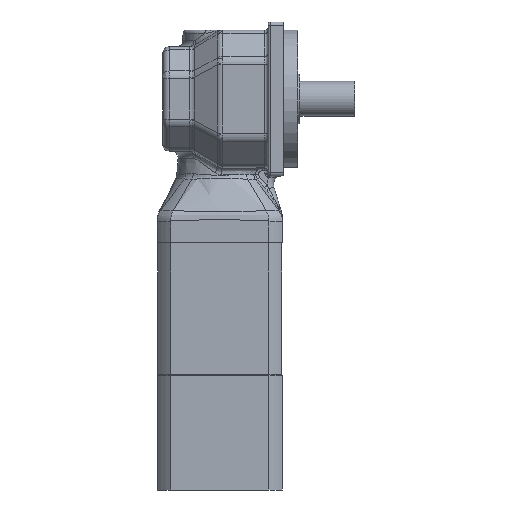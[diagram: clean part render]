
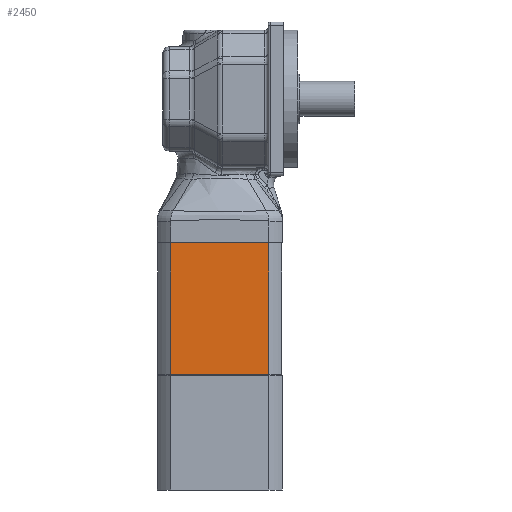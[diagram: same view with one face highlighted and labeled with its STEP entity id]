
A CAD part, left-side view. The second image highlights one B-rep face of the part: STEP entity #2450.
In plain terms, the highlighted planar face has unit normal (-1, 0, 0).
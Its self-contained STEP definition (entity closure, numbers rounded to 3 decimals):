
#2450=ADVANCED_FACE('',(#3474),#3312,.F.);
#3312=PLANE('',#13505);
#3474=FACE_OUTER_BOUND('',#4295,.T.);
#4295=EDGE_LOOP('',(#5349,#5350,#5351,#5352));
#5349=ORIENTED_EDGE('',*,*,#10433,.T.);
#5350=ORIENTED_EDGE('',*,*,#10449,.F.);
#5351=ORIENTED_EDGE('',*,*,#10450,.F.);
#5352=ORIENTED_EDGE('',*,*,#10447,.T.);
#9197=VERTEX_POINT('',#18761);
#9199=VERTEX_POINT('',#18775);
#9206=VERTEX_POINT('',#18815);
#9207=VERTEX_POINT('',#18819);
#10433=EDGE_CURVE('',#9199,#9197,#12368,.T.);
#10447=EDGE_CURVE('',#9206,#9199,#12375,.T.);
#10449=EDGE_CURVE('',#9207,#9197,#12376,.T.);
#10450=EDGE_CURVE('',#9206,#9207,#12377,.T.);
#12368=LINE('',#18774,#12928);
#12375=LINE('',#18814,#12935);
#12376=LINE('',#18818,#12936);
#12377=LINE('',#18820,#12937);
#12928=VECTOR('',#15092,1.);
#12935=VECTOR('',#15119,1.);
#12936=VECTOR('',#15124,1.);
#12937=VECTOR('',#15125,1.);
#13505=AXIS2_PLACEMENT_3D('',#18821,#15126,#15127);
#15092=DIRECTION('',(0.,-1.,0.));
#15119=DIRECTION('',(0.,0.,-1.));
#15124=DIRECTION('',(0.,0.,-1.));
#15125=DIRECTION('',(0.,-1.,0.));
#15126=DIRECTION('',(1.,0.,0.));
#15127=DIRECTION('',(0.,0.,-1.));
#18761=CARTESIAN_POINT('',(0.5,12.371,101.5));
#18774=CARTESIAN_POINT('',(0.5,57.,101.5));
#18775=CARTESIAN_POINT('',(0.5,101.629,101.5));
#18814=CARTESIAN_POINT('',(0.5,101.629,221.5));
#18815=CARTESIAN_POINT('',(0.5,101.629,221.5));
#18818=CARTESIAN_POINT('',(0.5,12.371,221.5));
#18819=CARTESIAN_POINT('',(0.5,12.371,221.5));
#18820=CARTESIAN_POINT('',(0.5,57.,221.5));
#18821=CARTESIAN_POINT('',(0.5,57.,221.5));
